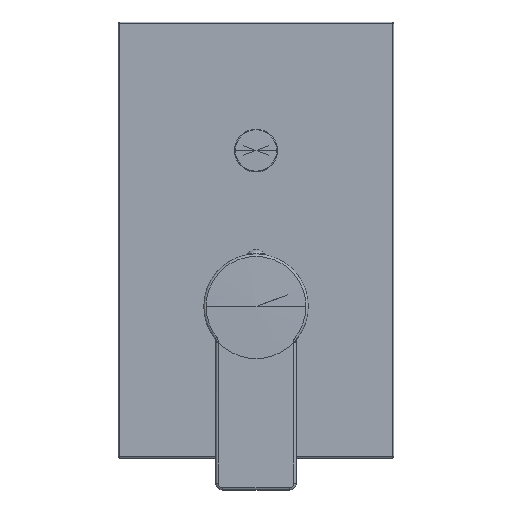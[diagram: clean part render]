
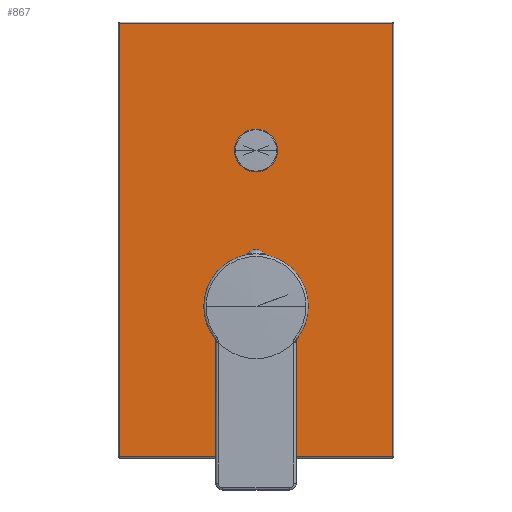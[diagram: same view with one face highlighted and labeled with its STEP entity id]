
A CAD part, top view. The second image highlights one B-rep face of the part: STEP entity #867.
In plain terms, the highlighted planar face has unit normal (0, 0, 1).
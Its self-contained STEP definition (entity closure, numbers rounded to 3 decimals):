
#39=DIRECTION('',(-1.,0.,0.));
#40=VECTOR('',#39,119.);
#41=CARTESIAN_POINT('',(59.5,123.5,57.7));
#42=LINE('',#41,#40);
#43=DIRECTION('',(0.,1.,0.));
#44=VECTOR('',#43,189.);
#45=CARTESIAN_POINT('',(59.5,-65.5,57.7));
#46=LINE('',#45,#44);
#47=DIRECTION('',(1.,0.,0.));
#48=VECTOR('',#47,119.);
#49=CARTESIAN_POINT('',(-59.5,-65.5,57.7));
#50=LINE('',#49,#48);
#51=DIRECTION('',(0.,-1.,0.));
#52=VECTOR('',#51,189.);
#53=CARTESIAN_POINT('',(-59.5,123.5,57.7));
#54=LINE('',#53,#52);
#182=CARTESIAN_POINT('',(0.,68.,57.7));
#183=DIRECTION('',(0.,0.,-1.));
#184=DIRECTION('',(-1.,0.,0.));
#185=AXIS2_PLACEMENT_3D('',#182,#183,#184);
#187=CARTESIAN_POINT('',(0.,68.,57.7));
#188=DIRECTION('',(0.,0.,-1.));
#189=DIRECTION('',(1.,0.,0.));
#190=AXIS2_PLACEMENT_3D('',#187,#188,#189);
#360=CARTESIAN_POINT('',(0.,0.,57.7));
#361=DIRECTION('',(0.,0.,-1.));
#362=DIRECTION('',(-1.,0.,0.));
#363=AXIS2_PLACEMENT_3D('',#360,#361,#362);
#370=CARTESIAN_POINT('',(0.,0.,57.7));
#371=DIRECTION('',(0.,0.,-1.));
#372=DIRECTION('',(1.,0.,0.));
#373=AXIS2_PLACEMENT_3D('',#370,#371,#372);
#756=CARTESIAN_POINT('',(59.5,123.5,57.7));
#757=CARTESIAN_POINT('',(-59.5,123.5,57.7));
#758=VERTEX_POINT('',#756);
#759=VERTEX_POINT('',#757);
#764=CARTESIAN_POINT('',(-59.5,-65.5,57.7));
#765=VERTEX_POINT('',#764);
#770=CARTESIAN_POINT('',(59.5,-65.5,57.7));
#771=VERTEX_POINT('',#770);
#780=CARTESIAN_POINT('',(-22.4,0.,57.7));
#781=CARTESIAN_POINT('',(22.4,0.,57.7));
#782=VERTEX_POINT('',#780);
#783=VERTEX_POINT('',#781);
#784=CARTESIAN_POINT('',(-9.35,68.,57.7));
#785=CARTESIAN_POINT('',(9.35,68.,57.7));
#786=VERTEX_POINT('',#784);
#787=VERTEX_POINT('',#785);
#841=CARTESIAN_POINT('',(0.,29.,57.7));
#842=DIRECTION('',(0.,0.,1.));
#843=DIRECTION('',(1.,0.,0.));
#844=AXIS2_PLACEMENT_3D('',#841,#842,#843);
#845=PLANE('',#844);
#847=ORIENTED_EDGE('',*,*,#846,.F.);
#849=ORIENTED_EDGE('',*,*,#848,.F.);
#851=ORIENTED_EDGE('',*,*,#850,.F.);
#852=ORIENTED_EDGE('',*,*,#824,.F.);
#853=EDGE_LOOP('',(#847,#849,#851,#852));
#854=FACE_OUTER_BOUND('',#853,.F.);
#856=ORIENTED_EDGE('',*,*,#855,.F.);
#858=ORIENTED_EDGE('',*,*,#857,.F.);
#859=EDGE_LOOP('',(#856,#858));
#860=FACE_BOUND('',#859,.F.);
#862=ORIENTED_EDGE('',*,*,#861,.F.);
#864=ORIENTED_EDGE('',*,*,#863,.F.);
#865=EDGE_LOOP('',(#862,#864));
#866=FACE_BOUND('',#865,.F.);
#867=ADVANCED_FACE('',(#854,#860,#866),#845,.T.);
#186=CIRCLE('',#185,9.35);
#191=CIRCLE('',#190,9.35);
#364=CIRCLE('',#363,22.4);
#374=CIRCLE('',#373,22.4);
#824=EDGE_CURVE('',#759,#765,#54,.T.);
#846=EDGE_CURVE('',#758,#759,#42,.T.);
#848=EDGE_CURVE('',#771,#758,#46,.T.);
#850=EDGE_CURVE('',#765,#771,#50,.T.);
#855=EDGE_CURVE('',#786,#787,#186,.T.);
#857=EDGE_CURVE('',#787,#786,#191,.T.);
#861=EDGE_CURVE('',#782,#783,#364,.T.);
#863=EDGE_CURVE('',#783,#782,#374,.T.);
